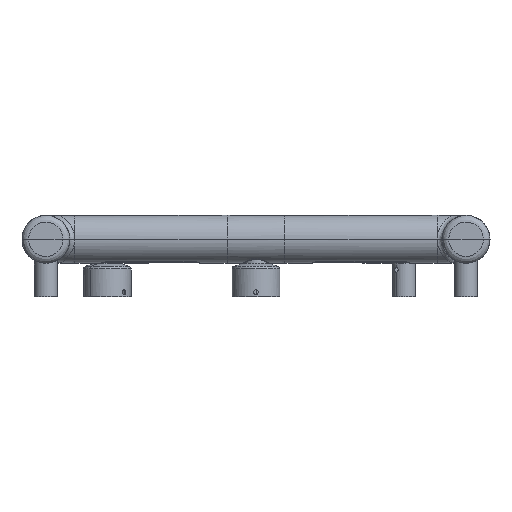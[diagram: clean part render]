
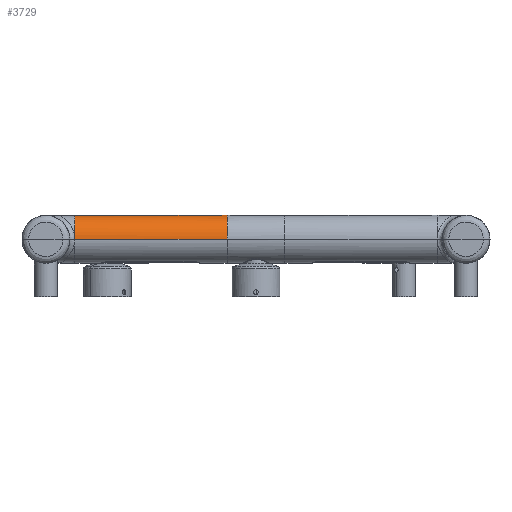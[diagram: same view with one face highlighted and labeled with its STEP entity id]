
A CAD part, front view. The second image highlights one B-rep face of the part: STEP entity #3729.
In plain terms, the highlighted cylindrical face has radius 12.5 mm (diameter 25 mm), a partial arc.
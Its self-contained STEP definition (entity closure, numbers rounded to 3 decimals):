
#3729=ADVANCED_FACE('',(#4202),#9461,.T.);
#4202=FACE_OUTER_BOUND('',#4666,.T.);
#4666=EDGE_LOOP('',(#6273,#6274,#6275,#6276));
#6273=ORIENTED_EDGE('',*,*,#7368,.F.);
#6274=ORIENTED_EDGE('',*,*,#7090,.F.);
#6275=ORIENTED_EDGE('',*,*,#7367,.F.);
#6276=ORIENTED_EDGE('',*,*,#7166,.F.);
#7090=EDGE_CURVE('',#8884,#8885,#8360,.T.);
#7166=EDGE_CURVE('',#8762,#8765,#8389,.T.);
#7367=EDGE_CURVE('',#8765,#8884,#8003,.T.);
#7368=EDGE_CURVE('',#8885,#8762,#8004,.T.);
#8003=B_SPLINE_CURVE_WITH_KNOTS('',1,(#27285,#27286),.UNSPECIFIED.,.F.,
 .F.,(2,2),(0.,79.6),.UNSPECIFIED.);
#8004=B_SPLINE_CURVE_WITH_KNOTS('',1,(#27287,#27288),.UNSPECIFIED.,.F.,
 .F.,(2,2),(0.,79.6),.UNSPECIFIED.);
#8360=(
BOUNDED_CURVE()
B_SPLINE_CURVE(2,(#24606,#24607,#24608,#24609,#24610),.UNSPECIFIED.,.F.,
 .F.)
B_SPLINE_CURVE_WITH_KNOTS((3,2,3),(0.,19.635,39.27),
 .UNSPECIFIED.)
CURVE()
GEOMETRIC_REPRESENTATION_ITEM()
RATIONAL_B_SPLINE_CURVE((1.,0.707,1.,0.707,1.))
REPRESENTATION_ITEM('')
);
#8389=(
BOUNDED_CURVE()
B_SPLINE_CURVE(2,(#25623,#25624,#25625,#25626,#25627),.UNSPECIFIED.,.F.,
 .F.)
B_SPLINE_CURVE_WITH_KNOTS((3,2,3),(0.,19.635,39.27),
 .UNSPECIFIED.)
CURVE()
GEOMETRIC_REPRESENTATION_ITEM()
RATIONAL_B_SPLINE_CURVE((1.,0.707,1.,0.707,1.))
REPRESENTATION_ITEM('')
);
#8762=VERTEX_POINT('',#22536);
#8765=VERTEX_POINT('',#22539);
#8884=VERTEX_POINT('',#22658);
#8885=VERTEX_POINT('',#22659);
#9461=CYLINDRICAL_SURFACE('',#9751,12.5);
#9751=AXIS2_PLACEMENT_3D('',#21828,#9954,$);
#9954=DIRECTION('',(1.,0.,0.));
#21828=CARTESIAN_POINT('',(54.95,109.899,0.));
#22536=CARTESIAN_POINT('',(15.05,97.399,0.));
#22539=CARTESIAN_POINT('',(15.05,122.399,0.));
#22658=CARTESIAN_POINT('',(94.825,122.399,0.));
#22659=CARTESIAN_POINT('',(94.825,97.399,0.));
#24606=CARTESIAN_POINT('',(94.825,122.399,0.));
#24607=CARTESIAN_POINT('',(94.825,122.399,12.5));
#24608=CARTESIAN_POINT('',(94.825,109.899,12.5));
#24609=CARTESIAN_POINT('',(94.825,97.399,12.5));
#24610=CARTESIAN_POINT('',(94.825,97.399,0.));
#25623=CARTESIAN_POINT('',(15.05,97.399,0.));
#25624=CARTESIAN_POINT('',(15.05,97.399,12.5));
#25625=CARTESIAN_POINT('',(15.05,109.899,12.5));
#25626=CARTESIAN_POINT('',(15.05,122.399,12.5));
#25627=CARTESIAN_POINT('',(15.05,122.399,0.));
#27285=CARTESIAN_POINT('',(15.05,122.399,0.));
#27286=CARTESIAN_POINT('',(94.825,122.399,0.));
#27287=CARTESIAN_POINT('',(94.825,97.399,0.));
#27288=CARTESIAN_POINT('',(15.05,97.399,0.));
